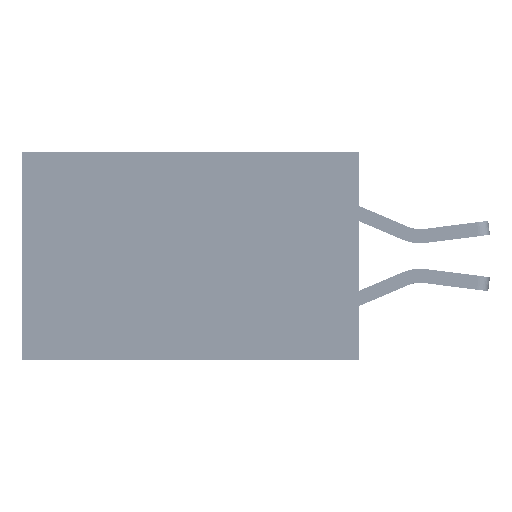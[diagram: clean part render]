
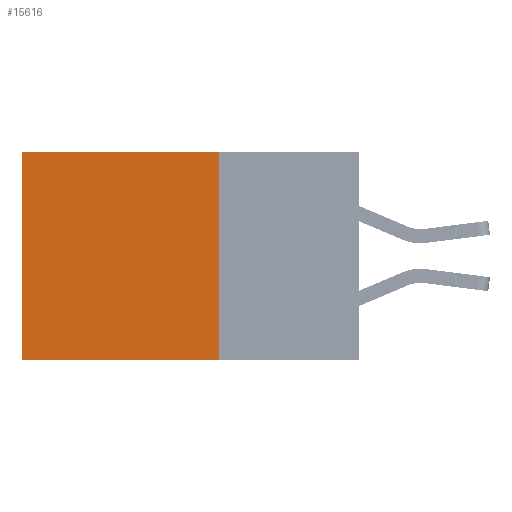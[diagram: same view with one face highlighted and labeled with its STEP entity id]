
A CAD part, left-side view. The second image highlights one B-rep face of the part: STEP entity #15616.
In plain terms, the highlighted planar face has unit normal (-1, 0, 0).
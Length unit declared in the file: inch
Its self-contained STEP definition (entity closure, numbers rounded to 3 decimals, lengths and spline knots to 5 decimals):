
#631 = LINE ( 'NONE', #22683, #32490 ) ;
#2124 = VERTEX_POINT ( 'NONE', #14277 ) ;
#6856 = DIRECTION ( 'NONE',  ( 0., 1., 0. ) ) ;
#6964 = PLANE ( 'NONE',  #16224 ) ;
#7106 = DIRECTION ( 'NONE',  ( 0., 0., -1. ) ) ;
#8487 = VERTEX_POINT ( 'NONE', #39833 ) ;
#8813 = EDGE_CURVE ( 'NONE', #13798, #8487, #631, .T. ) ;
#9036 = VECTOR ( 'NONE', #7106, 39.37008 ) ;
#9135 = EDGE_CURVE ( 'NONE', #2124, #20526, #27053, .T. ) ;
#11272 = ORIENTED_EDGE ( 'NONE', *, *, #22048, .F. ) ;
#12643 = VECTOR ( 'NONE', #22167, 39.37008 ) ;
#13399 = CARTESIAN_POINT ( 'NONE',  ( 0.2875, 0.25, 0. ) ) ;
#13798 = VERTEX_POINT ( 'NONE', #14157 ) ;
#14157 = CARTESIAN_POINT ( 'NONE',  ( 0.2875, 0.25, 0. ) ) ;
#14277 = CARTESIAN_POINT ( 'NONE',  ( 0.2875, 0.25, -0.37 ) ) ;
#15616 = ADVANCED_FACE ( 'NONE', ( #21030 ), #6964, .F. ) ;
#16036 = CARTESIAN_POINT ( 'NONE',  ( 0.2875, 0.6, 0. ) ) ;
#16224 = AXIS2_PLACEMENT_3D ( 'NONE', #13399, #35286, #16597 ) ;
#16242 = ORIENTED_EDGE ( 'NONE', *, *, #8813, .T. ) ;
#16597 = DIRECTION ( 'NONE',  ( 0., 0., -1. ) ) ;
#17474 = EDGE_CURVE ( 'NONE', #8487, #20526, #35069, .T. ) ;
#18729 = VECTOR ( 'NONE', #40216, 39.37008 ) ;
#18834 = CARTESIAN_POINT ( 'NONE',  ( 0.2875, 0.6, -0.37 ) ) ;
#20526 = VERTEX_POINT ( 'NONE', #18834 ) ;
#21030 = FACE_OUTER_BOUND ( 'NONE', #23917, .T. ) ;
#22048 = EDGE_CURVE ( 'NONE', #13798, #2124, #28372, .T. ) ;
#22167 = DIRECTION ( 'NONE',  ( 0., 0., -1. ) ) ;
#22683 = CARTESIAN_POINT ( 'NONE',  ( 0.2875, 0.25, 0. ) ) ;
#23917 = EDGE_LOOP ( 'NONE', ( #33606, #32356, #11272, #16242 ) ) ;
#27053 = LINE ( 'NONE', #40090, #18729 ) ;
#28372 = LINE ( 'NONE', #40761, #12643 ) ;
#32356 = ORIENTED_EDGE ( 'NONE', *, *, #9135, .F. ) ;
#32490 = VECTOR ( 'NONE', #6856, 39.37008 ) ;
#33606 = ORIENTED_EDGE ( 'NONE', *, *, #17474, .T. ) ;
#35069 = LINE ( 'NONE', #16036, #9036 ) ;
#35286 = DIRECTION ( 'NONE',  ( 1., 0., 0. ) ) ;
#39833 = CARTESIAN_POINT ( 'NONE',  ( 0.2875, 0.6, 0. ) ) ;
#40090 = CARTESIAN_POINT ( 'NONE',  ( 0.2875, 0.25, -0.37 ) ) ;
#40216 = DIRECTION ( 'NONE',  ( 0., 1., 0. ) ) ;
#40761 = CARTESIAN_POINT ( 'NONE',  ( 0.2875, 0.25, 0. ) ) ;
